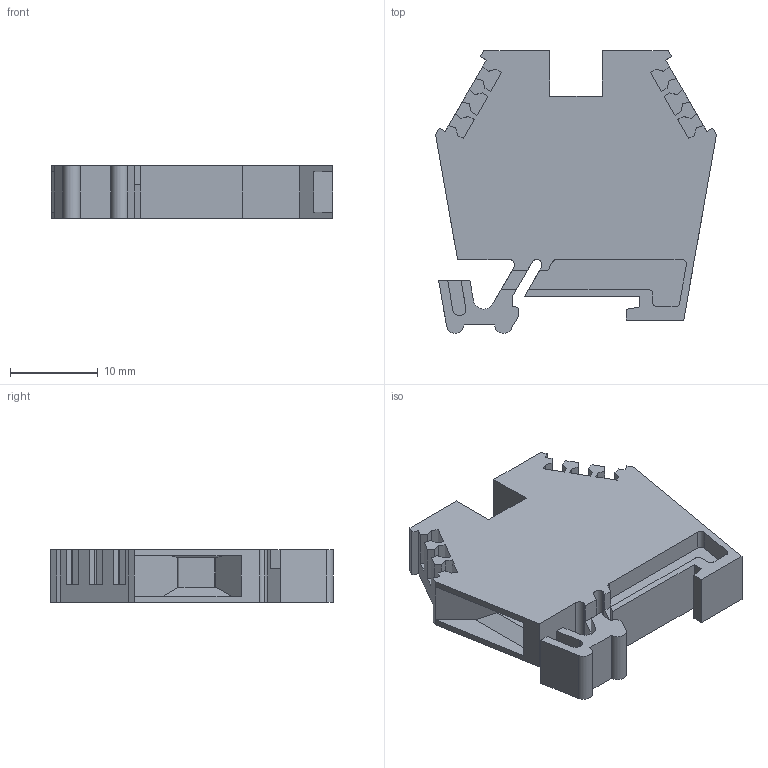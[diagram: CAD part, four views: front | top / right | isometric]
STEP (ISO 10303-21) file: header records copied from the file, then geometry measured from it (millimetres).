
FILE_DESCRIPTION (( 'STEP AP214' ), '1' );
FILE_NAME ('43427_DN-M10-A.STEP', '2014-05-15T08:20:41', ( '' ), ( '' ), 'SwSTEP 2.0', 'SolidWorks 2013', '' );
FILE_SCHEMA (( 'AUTOMOTIVE_DESIGN' ));
Length unit declared in the file: millimetre
Products named in the file (1): 43427_DN-M10-A
Bounding box: 32 x 32.2 x 6 mm (x, y, z)
Volume: 3649.5 mm3; surface area: 3222.8 mm2
Topology: 1 solids, 1 shells, 174 faces, 496 edges, 328 vertices
Faces by surface type: plane 137, cylinder 29, bspline 4, cone 4
Entity records: 7580 total; most frequent: CARTESIAN_POINT 1059, ORIENTED_EDGE 992, DIRECTION 912, EDGE_CURVE 496, VECTOR 422, LINE 422, VERTEX_POINT 328, AXIS2_PLACEMENT_3D 245
